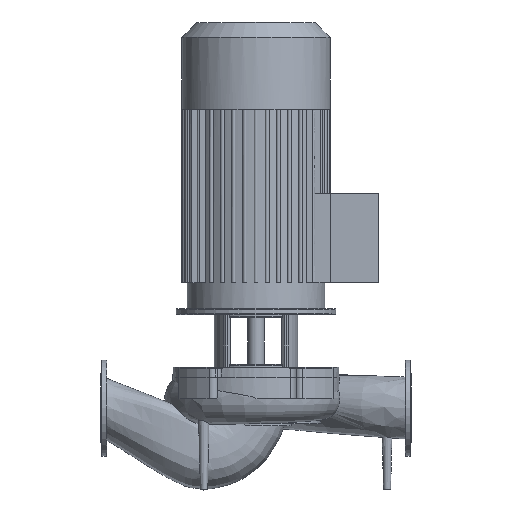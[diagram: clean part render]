
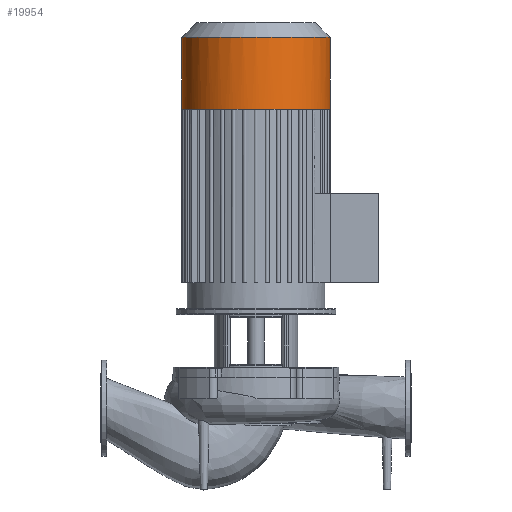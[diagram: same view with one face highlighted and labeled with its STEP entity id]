
A CAD part, top view. The second image highlights one B-rep face of the part: STEP entity #19954.
In plain terms, the highlighted cylindrical face has radius 263.5 mm (diameter 527 mm), a partial arc.
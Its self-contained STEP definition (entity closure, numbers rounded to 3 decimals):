
#13457=CARTESIAN_POINT('',(813.5,1060.2,0.));
#13458=VERTEX_POINT('',#13457);
#13459=CARTESIAN_POINT('',(813.5,1315.3,0.0));
#13460=VERTEX_POINT('',#13459);
#13461=CARTESIAN_POINT('',(813.5,1060.2,0.));
#13462=DIRECTION('',(0.0,1.0,0.0));
#13463=VECTOR('',#13462,255.1);
#13464=LINE('',#13461,#13463);
#13465=EDGE_CURVE('',#13458,#13460,#13464,.T.);
#13620=CARTESIAN_POINT('',(286.5,1060.2,0.));
#13621=VERTEX_POINT('',#13620);
#13629=CARTESIAN_POINT('',(286.5,1315.3,0.));
#13630=VERTEX_POINT('',#13629);
#13631=CARTESIAN_POINT('',(286.5,1060.2,0.));
#13632=DIRECTION('',(0.0,1.0,0.0));
#13633=VECTOR('',#13632,255.1);
#13634=LINE('',#13631,#13633);
#13635=EDGE_CURVE('',#13621,#13630,#13634,.T.);
#14648=CARTESIAN_POINT('',(783.654,1060.2,121.811));
#14649=VERTEX_POINT('',#14648);
#14765=CARTESIAN_POINT('',(800.674,1060.2,81.207));
#14766=VERTEX_POINT('',#14765);
#14875=CARTESIAN_POINT('',(810.353,1060.2,40.604));
#14876=VERTEX_POINT('',#14875);
#15973=CARTESIAN_POINT('',(550.0,1060.2,0.0));
#15974=DIRECTION('',(0.0,1.0,0.0));
#15975=DIRECTION('',(1.0,0.0,0.0));
#15976=AXIS2_PLACEMENT_3D('',#15973,#15974,#15975);
#15977=CIRCLE('',#15976,263.5);
#15978=EDGE_CURVE('',#14876,#13458,#15977,.T.);
#18045=CARTESIAN_POINT('',(387.585,1060.2,207.494));
#18046=VERTEX_POINT('',#18045);
#18141=CARTESIAN_POINT('',(468.793,1060.2,250.674));
#18142=VERTEX_POINT('',#18141);
#18237=CARTESIAN_POINT('',(509.396,1060.2,260.353));
#18238=VERTEX_POINT('',#18237);
#18332=CARTESIAN_POINT('',(428.189,1060.2,233.654));
#18333=VERTEX_POINT('',#18332);
#18367=CARTESIAN_POINT('',(550.,1060.2,263.5));
#18368=VERTEX_POINT('',#18367);
#18418=CARTESIAN_POINT('',(550.0,1060.2,0.0));
#18419=DIRECTION('',(0.0,1.0,0.0));
#18420=DIRECTION('',(1.0,0.0,0.0));
#18421=AXIS2_PLACEMENT_3D('',#18418,#18419,#18420);
#18422=CIRCLE('',#18421,263.5);
#18423=EDGE_CURVE('',#18333,#18142,#18422,.T.);
#18438=CARTESIAN_POINT('',(342.506,1060.2,162.415));
#18439=VERTEX_POINT('',#18438);
#18440=CARTESIAN_POINT('',(550.0,1060.2,0.0));
#18441=DIRECTION('',(0.0,1.0,0.0));
#18442=DIRECTION('',(1.0,0.0,0.0));
#18443=AXIS2_PLACEMENT_3D('',#18440,#18441,#18442);
#18444=CIRCLE('',#18443,263.5);
#18445=EDGE_CURVE('',#18439,#18046,#18444,.T.);
#18473=CARTESIAN_POINT('',(550.0,1060.2,0.0));
#18474=DIRECTION('',(0.0,1.0,0.0));
#18475=DIRECTION('',(1.0,0.0,0.0));
#18476=AXIS2_PLACEMENT_3D('',#18473,#18474,#18475);
#18477=CIRCLE('',#18476,263.5);
#18478=EDGE_CURVE('',#18142,#18238,#18477,.T.);
#18493=CARTESIAN_POINT('',(550.0,1060.2,0.0));
#18494=DIRECTION('',(0.0,1.0,0.0));
#18495=DIRECTION('',(1.0,0.0,0.0));
#18496=AXIS2_PLACEMENT_3D('',#18493,#18494,#18495);
#18497=CIRCLE('',#18496,263.5);
#18498=EDGE_CURVE('',#18046,#18333,#18497,.T.);
#18513=CARTESIAN_POINT('',(550.0,1060.2,0.0));
#18514=DIRECTION('',(0.0,1.0,0.0));
#18515=DIRECTION('',(1.0,0.0,0.0));
#18516=AXIS2_PLACEMENT_3D('',#18513,#18514,#18515);
#18517=CIRCLE('',#18516,263.5);
#18518=EDGE_CURVE('',#18238,#18368,#18517,.T.);
#18539=CARTESIAN_POINT('',(289.647,1060.2,40.604));
#18540=VERTEX_POINT('',#18539);
#18548=CARTESIAN_POINT('',(550.0,1060.2,0.0));
#18549=DIRECTION('',(0.0,1.0,0.0));
#18550=DIRECTION('',(1.0,0.0,0.0));
#18551=AXIS2_PLACEMENT_3D('',#18548,#18549,#18550);
#18552=CIRCLE('',#18551,263.5);
#18553=EDGE_CURVE('',#13621,#18540,#18552,.T.);
#18662=CARTESIAN_POINT('',(316.346,1060.2,121.811));
#18663=VERTEX_POINT('',#18662);
#18664=CARTESIAN_POINT('',(550.0,1060.2,0.0));
#18665=DIRECTION('',(0.0,1.0,0.0));
#18666=DIRECTION('',(1.0,0.0,0.0));
#18667=AXIS2_PLACEMENT_3D('',#18664,#18665,#18666);
#18668=CIRCLE('',#18667,263.5);
#18669=EDGE_CURVE('',#18663,#18439,#18668,.T.);
#18703=CARTESIAN_POINT('',(299.326,1060.2,81.207));
#18704=VERTEX_POINT('',#18703);
#18712=CARTESIAN_POINT('',(550.0,1060.2,0.0));
#18713=DIRECTION('',(0.0,1.0,0.0));
#18714=DIRECTION('',(1.0,0.0,0.0));
#18715=AXIS2_PLACEMENT_3D('',#18712,#18713,#18714);
#18716=CIRCLE('',#18715,263.5);
#18717=EDGE_CURVE('',#18540,#18704,#18716,.T.);
#18826=CARTESIAN_POINT('',(550.0,1060.2,0.0));
#18827=DIRECTION('',(0.0,1.0,0.0));
#18828=DIRECTION('',(1.0,0.0,0.0));
#18829=AXIS2_PLACEMENT_3D('',#18826,#18827,#18828);
#18830=CIRCLE('',#18829,263.5);
#18831=EDGE_CURVE('',#18704,#18663,#18830,.T.);
#18920=CARTESIAN_POINT('',(757.494,1060.2,162.415));
#18921=VERTEX_POINT('',#18920);
#19004=CARTESIAN_POINT('',(590.604,1060.2,260.353));
#19005=VERTEX_POINT('',#19004);
#19013=CARTESIAN_POINT('',(550.0,1060.2,0.0));
#19014=DIRECTION('',(0.0,1.0,0.0));
#19015=DIRECTION('',(1.0,0.0,0.0));
#19016=AXIS2_PLACEMENT_3D('',#19013,#19014,#19015);
#19017=CIRCLE('',#19016,263.5);
#19018=EDGE_CURVE('',#18368,#19005,#19017,.T.);
#19080=CARTESIAN_POINT('',(631.207,1060.2,250.674));
#19081=VERTEX_POINT('',#19080);
#19089=CARTESIAN_POINT('',(550.0,1060.2,0.0));
#19090=DIRECTION('',(0.0,1.0,0.0));
#19091=DIRECTION('',(1.0,0.0,0.0));
#19092=AXIS2_PLACEMENT_3D('',#19089,#19090,#19091);
#19093=CIRCLE('',#19092,263.5);
#19094=EDGE_CURVE('',#19005,#19081,#19093,.T.);
#19162=CARTESIAN_POINT('',(671.811,1060.2,233.654));
#19163=VERTEX_POINT('',#19162);
#19171=CARTESIAN_POINT('',(550.0,1060.2,0.0));
#19172=DIRECTION('',(0.0,1.0,0.0));
#19173=DIRECTION('',(1.0,0.0,0.0));
#19174=AXIS2_PLACEMENT_3D('',#19171,#19172,#19173);
#19175=CIRCLE('',#19174,263.5);
#19176=EDGE_CURVE('',#19081,#19163,#19175,.T.);
#19238=CARTESIAN_POINT('',(550.0,1060.2,0.0));
#19239=DIRECTION('',(0.0,1.0,0.0));
#19240=DIRECTION('',(1.0,0.0,0.0));
#19241=AXIS2_PLACEMENT_3D('',#19238,#19239,#19240);
#19242=CIRCLE('',#19241,263.5);
#19243=EDGE_CURVE('',#14766,#14876,#19242,.T.);
#19258=CARTESIAN_POINT('',(550.0,1060.2,0.0));
#19259=DIRECTION('',(0.0,1.0,0.0));
#19260=DIRECTION('',(1.0,0.0,0.0));
#19261=AXIS2_PLACEMENT_3D('',#19258,#19259,#19260);
#19262=CIRCLE('',#19261,263.5);
#19263=EDGE_CURVE('',#14649,#14766,#19262,.T.);
#19278=CARTESIAN_POINT('',(550.0,1060.2,0.0));
#19279=DIRECTION('',(0.0,1.0,0.0));
#19280=DIRECTION('',(1.0,0.0,0.0));
#19281=AXIS2_PLACEMENT_3D('',#19278,#19279,#19280);
#19282=CIRCLE('',#19281,263.5);
#19283=EDGE_CURVE('',#18921,#14649,#19282,.T.);
#19298=CARTESIAN_POINT('',(712.415,1060.2,207.494));
#19299=VERTEX_POINT('',#19298);
#19300=CARTESIAN_POINT('',(550.0,1060.2,0.0));
#19301=DIRECTION('',(0.0,1.0,0.0));
#19302=DIRECTION('',(1.0,0.0,0.0));
#19303=AXIS2_PLACEMENT_3D('',#19300,#19301,#19302);
#19304=CIRCLE('',#19303,263.5);
#19305=EDGE_CURVE('',#19299,#18921,#19304,.T.);
#19346=CARTESIAN_POINT('',(550.0,1060.2,0.0));
#19347=DIRECTION('',(0.0,1.0,0.0));
#19348=DIRECTION('',(1.0,0.0,0.0));
#19349=AXIS2_PLACEMENT_3D('',#19346,#19347,#19348);
#19350=CIRCLE('',#19349,263.5);
#19351=EDGE_CURVE('',#19163,#19299,#19350,.T.);
#19916=CARTESIAN_POINT('',(550.0,1315.3,0.0));
#19917=DIRECTION('',(0.0,1.0,0.0));
#19918=DIRECTION('',(1.0,0.0,0.0));
#19919=AXIS2_PLACEMENT_3D('',#19916,#19917,#19918);
#19920=CIRCLE('',#19919,263.5);
#19921=EDGE_CURVE('',#13630,#13460,#19920,.T.);
#19926=CARTESIAN_POINT('',(550.0,1368.0,0.0));
#19927=DIRECTION('',(0.0,-1.0,0.0));
#19928=DIRECTION('',(1.0,0.0,0.0));
#19929=AXIS2_PLACEMENT_3D('',#19926,#19927,#19928);
#19930=CYLINDRICAL_SURFACE('',#19929,263.5);
#19931=ORIENTED_EDGE('',*,*,#13465,.T.);
#19932=ORIENTED_EDGE('',*,*,#19921,.F.);
#19933=ORIENTED_EDGE('',*,*,#13635,.F.);
#19934=ORIENTED_EDGE('',*,*,#18553,.T.);
#19935=ORIENTED_EDGE('',*,*,#18717,.T.);
#19936=ORIENTED_EDGE('',*,*,#18831,.T.);
#19937=ORIENTED_EDGE('',*,*,#18669,.T.);
#19938=ORIENTED_EDGE('',*,*,#18445,.T.);
#19939=ORIENTED_EDGE('',*,*,#18498,.T.);
#19940=ORIENTED_EDGE('',*,*,#18423,.T.);
#19941=ORIENTED_EDGE('',*,*,#18478,.T.);
#19942=ORIENTED_EDGE('',*,*,#18518,.T.);
#19943=ORIENTED_EDGE('',*,*,#19018,.T.);
#19944=ORIENTED_EDGE('',*,*,#19094,.T.);
#19945=ORIENTED_EDGE('',*,*,#19176,.T.);
#19946=ORIENTED_EDGE('',*,*,#19351,.T.);
#19947=ORIENTED_EDGE('',*,*,#19305,.T.);
#19948=ORIENTED_EDGE('',*,*,#19283,.T.);
#19949=ORIENTED_EDGE('',*,*,#19263,.T.);
#19950=ORIENTED_EDGE('',*,*,#19243,.T.);
#19951=ORIENTED_EDGE('',*,*,#15978,.T.);
#19952=EDGE_LOOP('',(#19931,#19932,#19933,#19934,#19935,#19936,#19937,#19938,#19939,#19940,#19941,#19942,#19943,#19944,#19945,#19946,#19947,#19948,#19949,#19950,#19951));
#19953=FACE_OUTER_BOUND('',#19952,.T.);
#19954=ADVANCED_FACE('',(#19953),#19930,.T.);
